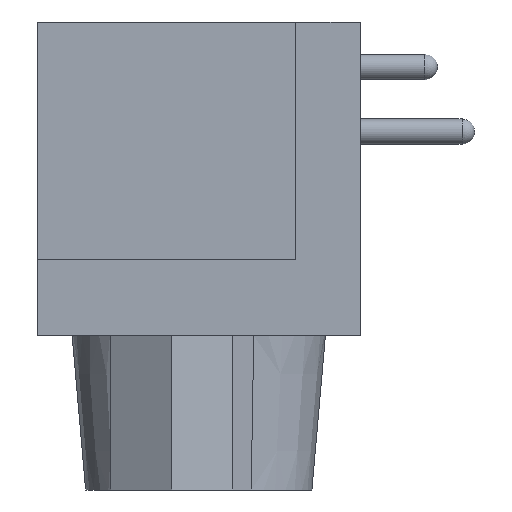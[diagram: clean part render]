
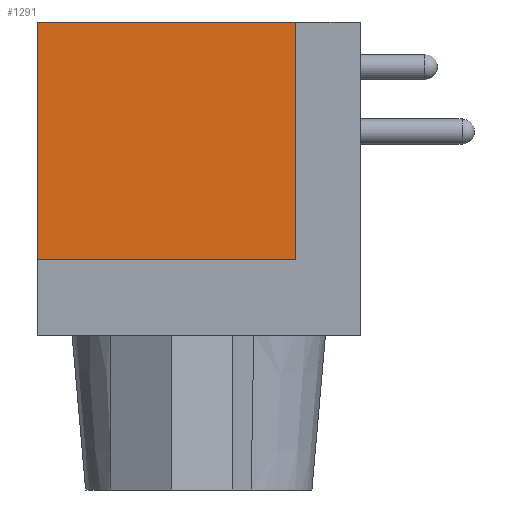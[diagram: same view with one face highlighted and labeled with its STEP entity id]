
A CAD part, left-side view. The second image highlights one B-rep face of the part: STEP entity #1291.
In plain terms, the highlighted planar face has unit normal (-1, 0, 0).
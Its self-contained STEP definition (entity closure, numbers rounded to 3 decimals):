
#1291=ADVANCED_FACE('',(#2591),#2593,.F.);
#2591=FACE_BOUND('',#2592,.T.);
#2592=EDGE_LOOP('',(#3127,#3128,#3129,#3130));
#2593=PLANE('',#2594);
#2594=AXIS2_PLACEMENT_3D('',#2595,#2596,#2597);
#2595=CARTESIAN_POINT('',(-3.805,12.7,-7.56));
#2596=DIRECTION('',(1.,0.,0.));
#2597=DIRECTION('',(0.,1.,0.));
#3127=ORIENTED_EDGE('',*,*,#3331,.T.);
#3128=ORIENTED_EDGE('',*,*,#3339,.F.);
#3129=ORIENTED_EDGE('',*,*,#3411,.F.);
#3130=ORIENTED_EDGE('',*,*,#3412,.T.);
#3331=EDGE_CURVE('',#3727,#3725,#3728,.T.);
#3339=EDGE_CURVE('',#3739,#3725,#3741,.T.);
#3411=EDGE_CURVE('',#3860,#3739,#3861,.T.);
#3412=EDGE_CURVE('',#3860,#3727,#3862,.T.);
#3725=VERTEX_POINT('',#4466);
#3727=VERTEX_POINT('',#4470);
#3728=LINE('',#4471,#4472);
#3739=VERTEX_POINT('',#4496);
#3741=LINE('',#4500,#4501);
#3860=VERTEX_POINT('',#4777);
#3861=LINE('',#4778,#4779);
#3862=LINE('',#4781,#4782);
#4466=CARTESIAN_POINT('',(-3.805,12.7,1.77));
#4470=CARTESIAN_POINT('',(-3.805,2.54,1.77));
#4471=CARTESIAN_POINT('',(-3.805,2.54,1.77));
#4472=VECTOR('',#4473,1.);
#4473=DIRECTION('',(0.,1.,0.));
#4496=CARTESIAN_POINT('',(-3.805,12.7,-7.56));
#4500=CARTESIAN_POINT('',(-3.805,12.7,-7.56));
#4501=VECTOR('',#4502,1.);
#4502=DIRECTION('',(0.,0.,1.));
#4777=CARTESIAN_POINT('',(-3.805,2.54,-7.56));
#4778=CARTESIAN_POINT('',(-3.805,2.54,-7.56));
#4779=VECTOR('',#4780,1.);
#4780=DIRECTION('',(0.,1.,0.));
#4781=CARTESIAN_POINT('',(-3.805,2.54,-7.56));
#4782=VECTOR('',#4783,1.);
#4783=DIRECTION('',(0.,0.,1.));
